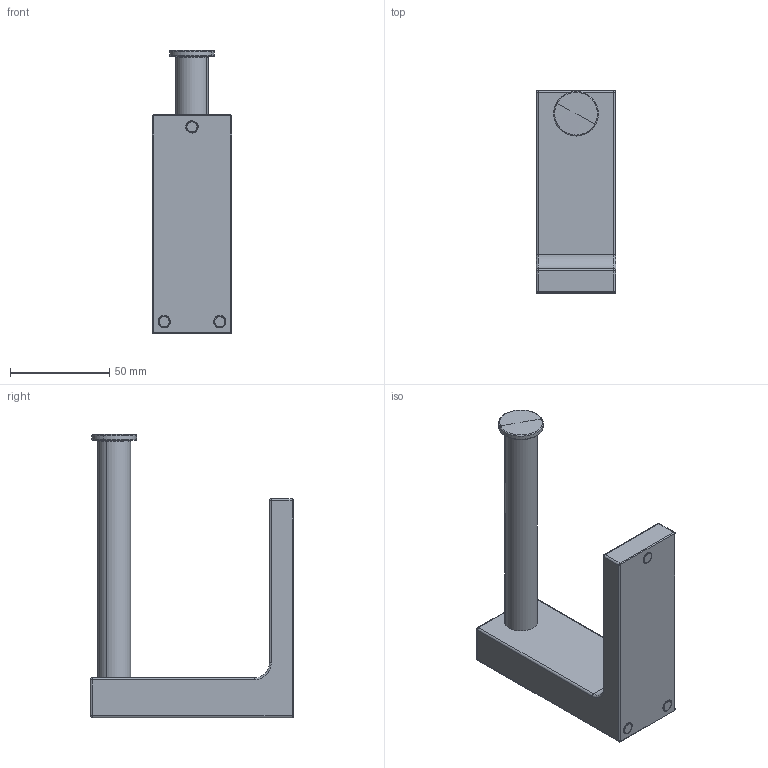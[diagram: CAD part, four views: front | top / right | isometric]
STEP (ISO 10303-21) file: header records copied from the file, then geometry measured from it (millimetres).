
FILE_DESCRIPTION(('CATIA V6 STEP','CAx-IF Rec.Pracs.--- Model Styling and Organization---1.4--- 2014-01-23','CAx-IF Rec.Pracs.---3D Tessellated Data Validation Properties---0.5---2014-09-14'),'2;1');
FILE_NAME('prd-HG-00110355.stp','2021-11-25T08:54:15+00:00',('none'),('none'),'3DEXPERIENCE Platform3DEXPERIENCE R2019x HotFix 5','3DEXPERIENCE Platform STEP AP242 v1','none');
FILE_SCHEMA(('AP242_MANAGED_MODEL_BASED_3D_ENGINEERING_MIM_LF {1 0 10303 442 1 1 4}'));
Length unit declared in the file: millimetre
Products named in the file (5): P-2_AX_Univ._Square_Toil.papierh_Reserve; V5_Gewindestift_DIN914-M5x16-A2; V5_Griffstopfen_KHM_M54; P-2_Winkel_Ersatzr.halter_ACC_Starck_Next; P-2_Welle_Erstzrollenh_ACC_Starck_Next
Assembly tree (6 placements, depth 2):
  P-2_AX_Univ._Square_Toil.papierh_Reserve
    V5_Gewindestift_DIN914-M5x16-A2
    V5_Griffstopfen_KHM_M54  x3
    P-2_Winkel_Ersatzr.halter_ACC_Starck_Next
    P-2_Welle_Erstzrollenh_ACC_Starck_Next
Bounding box: 40 x 102.3 x 142.5 mm (x, y, z)
Volume: 151978.3 mm3; surface area: 30697.9 mm2
Topology: 6 solids, 6 shells, 133 faces, 272 edges, 153 vertices
Faces by surface type: cylinder 48, plane 33, cone 26, torus 18, sphere 8
Entity records: 2680 total; most frequent: CARTESIAN_POINT 440, ORIENTED_EDGE 432, DIRECTION 404, AXIS2_PLACEMENT_3D 221, EDGE_CURVE 216, VERTEX_POINT 125, CIRCLE 122, EDGE_LOOP 115
